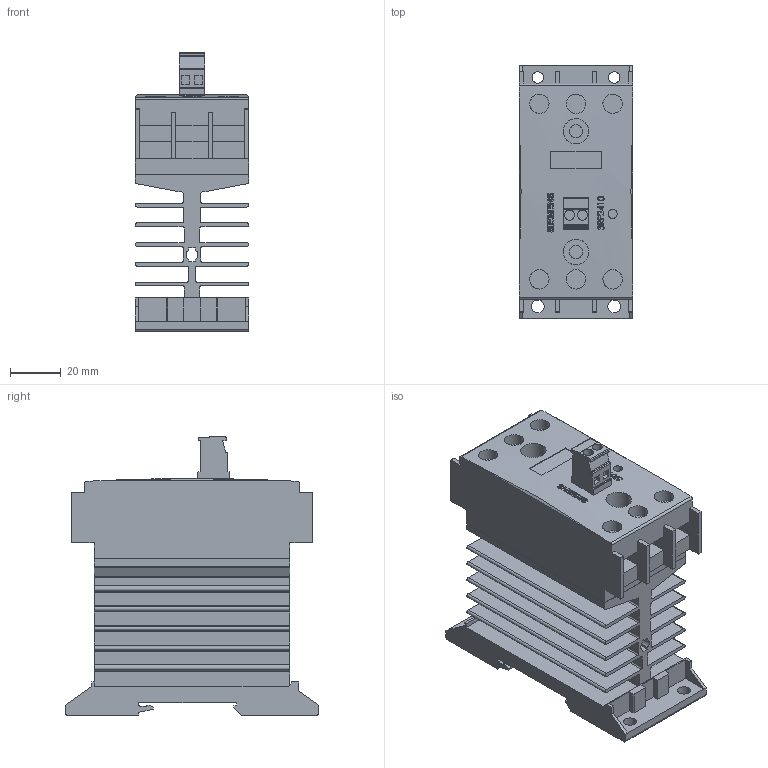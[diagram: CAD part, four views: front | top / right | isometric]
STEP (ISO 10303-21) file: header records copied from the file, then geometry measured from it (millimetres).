
FILE_DESCRIPTION (( 'STEP AP214' ), '1' );
FILE_NAME ('z_5353820_01_000_.STEP', '2006-02-21T12:16:23', ( 'CAT' ), ( 'Siemens AG' ), 'SwSTEP 2.0', 'SolidWorks 2005354', '' );
FILE_SCHEMA (( 'AUTOMOTIVE_DESIGN' ));
Length unit declared in the file: millimetre
Products named in the file (1): z_5353820_01_000_
Bounding box: 44.8 x 99.8 x 109.5 mm (x, y, z)
Volume: 201601.2 mm3; surface area: 74869.6 mm2
Topology: 1 solids, 1 shells, 495 faces, 1352 edges, 900 vertices
Faces by surface type: plane 325, cylinder 104, bspline 66
Entity records: 27083 total; most frequent: CARTESIAN_POINT 9628, ORIENTED_EDGE 2704, DIRECTION 2238, EDGE_CURVE 1352, VECTOR 904, LINE 904, VERTEX_POINT 900, AXIS2_PLACEMENT_3D 667
